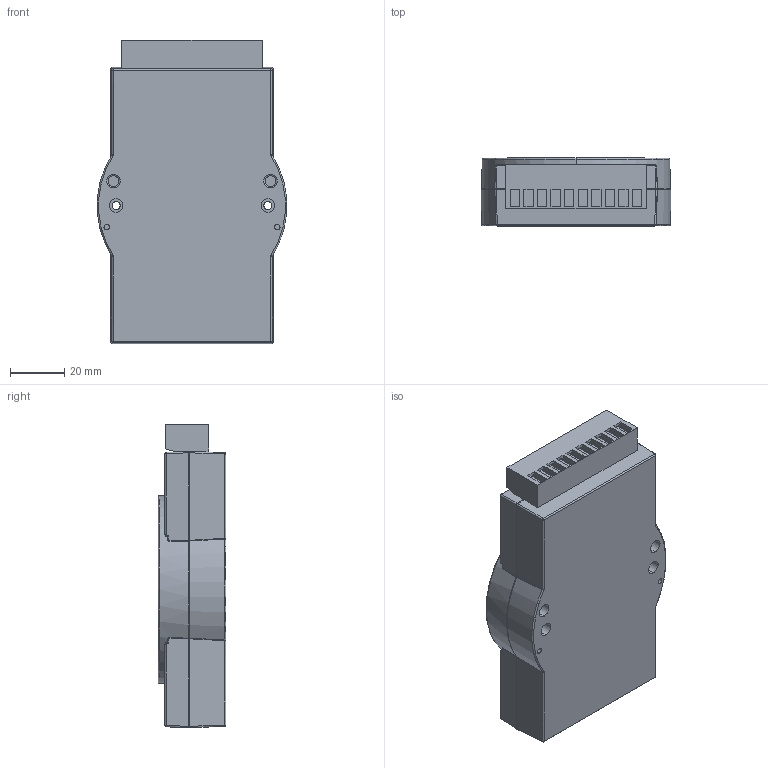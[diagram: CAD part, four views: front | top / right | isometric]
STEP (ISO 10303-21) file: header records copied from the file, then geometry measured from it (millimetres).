
FILE_DESCRIPTION (( 'STEP AP203' ), '1' );
FILE_NAME ('ADAM-4021.STEP', '2007-01-14T22:13:22', ( 'Anderson Professional Modeling' ), ( 'Anderson Professional Modeling' ), 'SwSTEP 2.0', 'SolidWorks 2007', '' );
FILE_SCHEMA (( 'CONFIG_CONTROL_DESIGN' ));
Length unit declared in the file: millimetre
Products named in the file (1): ADAM-4021
Bounding box: 69.79 x 25 x 111.99 mm (x, y, z)
Volume: 156394.2 mm3; surface area: 27192.4 mm2
Topology: 1 solids, 1 shells, 988 faces, 2568 edges, 1667 vertices
Faces by surface type: plane 592, bspline 204, cylinder 117, torus 62, sphere 8, cone 5
Entity records: 40812 total; most frequent: CARTESIAN_POINT 17736, ORIENTED_EDGE 5104, DIRECTION 4075, EDGE_CURVE 2552, VECTOR 1707, LINE 1707, VERTEX_POINT 1667, AXIS2_PLACEMENT_3D 1184
